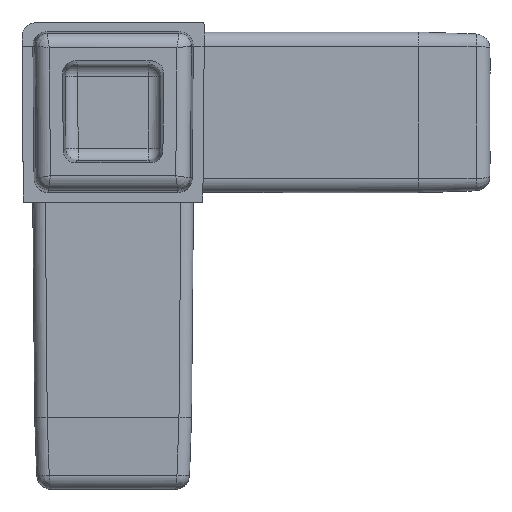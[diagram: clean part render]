
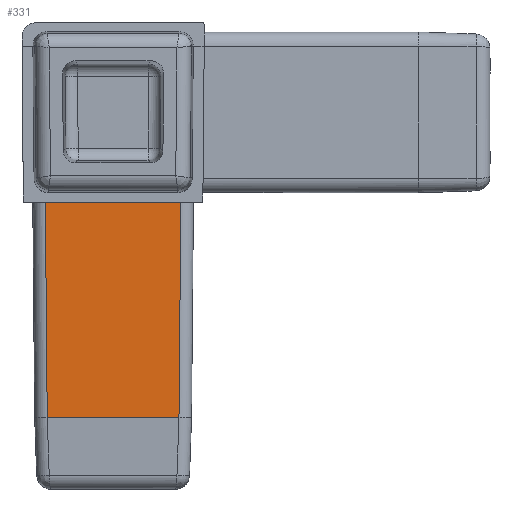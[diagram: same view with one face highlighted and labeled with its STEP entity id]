
A CAD part, top view. The second image highlights one B-rep face of the part: STEP entity #331.
In plain terms, the highlighted planar face has unit normal (0, -0.009, 1).
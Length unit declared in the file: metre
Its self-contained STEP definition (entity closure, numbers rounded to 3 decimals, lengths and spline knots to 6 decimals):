
#331=ADVANCED_FACE('',(#714),#715,.T.);
#714=FACE_OUTER_BOUND('',#3081,.T.);
#715=PLANE('',#3082);
#3081=EDGE_LOOP('',(#4239,#4240,#4241,#4242));
#3082=AXIS2_PLACEMENT_3D('',#4243,#4244,#4245);
#4239=ORIENTED_EDGE('',*,*,#5062,.F.);
#4240=ORIENTED_EDGE('',*,*,#4779,.T.);
#4241=ORIENTED_EDGE('',*,*,#5096,.T.);
#4242=ORIENTED_EDGE('',*,*,#4917,.T.);
#4243=CARTESIAN_POINT('',(0.011367,0.0,0.011367));
#4244=DIRECTION('',(0.,-0.009,1.));
#4245=DIRECTION('',(-1.0,0.,0.));
#4779=EDGE_CURVE('',#5270,#5271,#5272,.T.);
#4917=EDGE_CURVE('',#5494,#5492,#5495,.T.);
#5062=EDGE_CURVE('',#5270,#5492,#5701,.T.);
#5096=EDGE_CURVE('',#5271,#5494,#5742,.T.);
#5270=VERTEX_POINT('',#6089);
#5271=VERTEX_POINT('',#6090);
#5272=LINE('',#6091,#6092);
#5492=VERTEX_POINT('',#6764);
#5494=VERTEX_POINT('',#6776);
#5495=LINE('',#6777,#6778);
#5701=LINE('',#7332,#7333);
#5742=LINE('',#7459,#7460);
#6089=CARTESIAN_POINT('',(0.009323,-0.03048,0.011101));
#6090=CARTESIAN_POINT('',(0.009589,0.0,0.011367));
#6091=CARTESIAN_POINT('',(0.009589,0.000016,0.011367));
#6092=VECTOR('',#7812,1.0);
#6764=CARTESIAN_POINT('',(-0.009323,-0.03048,0.011101));
#6776=CARTESIAN_POINT('',(-0.009589,0.0,0.011367));
#6777=CARTESIAN_POINT('',(-0.009587,-0.000183,0.011365));
#6778=VECTOR('',#7915,1.0);
#7332=CARTESIAN_POINT('',(0.,-0.03048,0.011101));
#7333=VECTOR('',#8036,1.0);
#7459=CARTESIAN_POINT('',(0.011367,0.0,0.011367));
#7460=VECTOR('',#8054,1.0);
#7812=DIRECTION('',(0.009,1.,0.009));
#7915=DIRECTION('',(0.009,-1.,-0.009));
#8036=DIRECTION('',(-1.0,0.0,0.));
#8054=DIRECTION('',(-1.0,0.0,0.));
